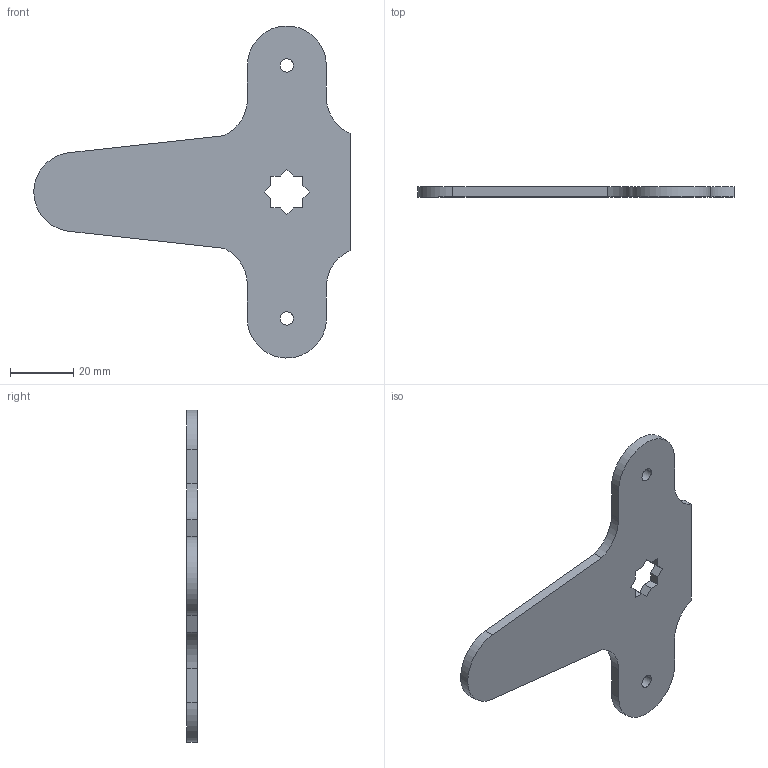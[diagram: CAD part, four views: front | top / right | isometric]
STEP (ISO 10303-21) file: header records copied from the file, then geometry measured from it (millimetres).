
FILE_DESCRIPTION((''),'2;1');
FILE_NAME('','2005-10-12T11:12:27',(''),(''),'','CADfix','');
FILE_SCHEMA(('AUTOMOTIVE_DESIGN'));
Length unit declared in the file: millimetre
Products named in the file (1): cam
Bounding box: 99.99 x 3.2 x 104.99 mm (x, y, z)
Volume: 14952 mm3; surface area: 10700.8 mm2
Topology: 1 solids, 1 shells, 36 faces, 110 edges, 76 vertices
Faces by surface type: bspline 36
Entity records: 1202 total; most frequent: CARTESIAN_POINT 549, ORIENTED_EDGE 220, EDGE_CURVE 110, QUASI_UNIFORM_CURVE 80, VERTEX_POINT 76, EDGE_LOOP 42, FACE_OUTER_BOUND 36, ADVANCED_FACE 36
